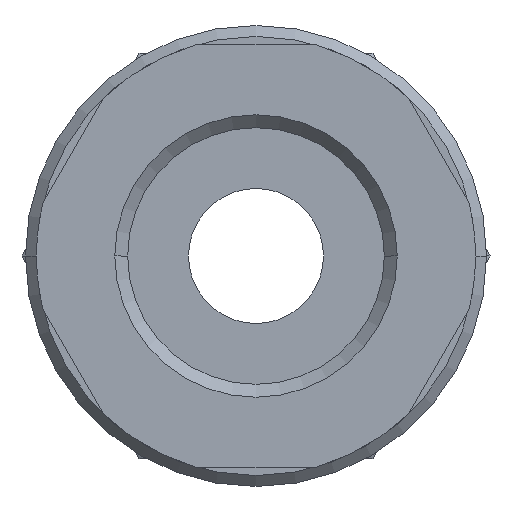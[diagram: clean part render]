
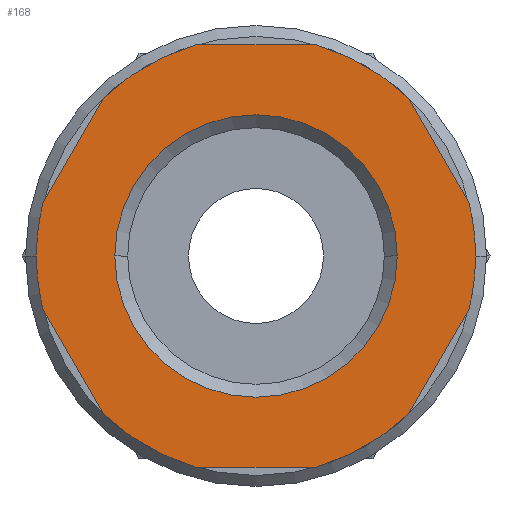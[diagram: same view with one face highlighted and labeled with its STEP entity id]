
A CAD part, front view. The second image highlights one B-rep face of the part: STEP entity #168.
In plain terms, the highlighted planar face has unit normal (0, -1, 0).
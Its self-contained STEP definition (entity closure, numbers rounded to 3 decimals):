
#168=ADVANCED_FACE('',(#384,#385),#386,.T.);
#384=FACE_BOUND('',#653,.T.);
#385=FACE_OUTER_BOUND('',#654,.T.);
#386=PLANE('',#655);
#653=EDGE_LOOP('',(#1062,#1063));
#654=EDGE_LOOP('',(#1064,#1065,#1066,#1067,#1068,#1069,#1070,#1071,#1072,#1073,#1074,#1075,#1076,#1077));
#655=AXIS2_PLACEMENT_3D('',#1078,#1079,#1080);
#1062=ORIENTED_EDGE('',*,*,#1656,.T.);
#1063=ORIENTED_EDGE('',*,*,#1657,.T.);
#1064=ORIENTED_EDGE('',*,*,#1571,.F.);
#1065=ORIENTED_EDGE('',*,*,#1658,.F.);
#1066=ORIENTED_EDGE('',*,*,#1659,.F.);
#1067=ORIENTED_EDGE('',*,*,#1597,.F.);
#1068=ORIENTED_EDGE('',*,*,#1660,.F.);
#1069=ORIENTED_EDGE('',*,*,#1661,.F.);
#1070=ORIENTED_EDGE('',*,*,#1662,.F.);
#1071=ORIENTED_EDGE('',*,*,#1663,.F.);
#1072=ORIENTED_EDGE('',*,*,#1664,.F.);
#1073=ORIENTED_EDGE('',*,*,#1665,.F.);
#1074=ORIENTED_EDGE('',*,*,#1635,.F.);
#1075=ORIENTED_EDGE('',*,*,#1608,.F.);
#1076=ORIENTED_EDGE('',*,*,#1581,.F.);
#1077=ORIENTED_EDGE('',*,*,#1666,.F.);
#1078=CARTESIAN_POINT('',(6.5,0.0,0.0));
#1079=DIRECTION('',(-0.0,-1.0,-0.0));
#1080=DIRECTION('',(-1.0,0.0,0.0));
#1571=EDGE_CURVE('',#1869,#1871,#1872,.T.);
#1581=EDGE_CURVE('',#1887,#1889,#1890,.T.);
#1597=EDGE_CURVE('',#1913,#1909,#1915,.T.);
#1608=EDGE_CURVE('',#1889,#1932,#1933,.T.);
#1635=EDGE_CURVE('',#1932,#1970,#1973,.T.);
#1656=EDGE_CURVE('',#1999,#2000,#2001,.T.);
#1657=EDGE_CURVE('',#2000,#1999,#2002,.T.);
#1658=EDGE_CURVE('',#2003,#1869,#2004,.T.);
#1659=EDGE_CURVE('',#1909,#2003,#2005,.T.);
#1660=EDGE_CURVE('',#2006,#1913,#2007,.T.);
#1661=EDGE_CURVE('',#2008,#2006,#2009,.T.);
#1662=EDGE_CURVE('',#2010,#2008,#2011,.T.);
#1663=EDGE_CURVE('',#2012,#2010,#2013,.T.);
#1664=EDGE_CURVE('',#2014,#2012,#2015,.T.);
#1665=EDGE_CURVE('',#1970,#2014,#2016,.T.);
#1666=EDGE_CURVE('',#1871,#1887,#2017,.T.);
#1869=VERTEX_POINT('',#2348);
#1871=VERTEX_POINT('',#2351);
#1872=LINE('',#2352,#2353);
#1887=VERTEX_POINT('',#2372);
#1889=VERTEX_POINT('',#2375);
#1890=CIRCLE('',#2376,13.0);
#1909=VERTEX_POINT('',#2420);
#1913=VERTEX_POINT('',#2425);
#1915=CIRCLE('',#2428,13.0);
#1932=VERTEX_POINT('',#2447);
#1933=LINE('',#2448,#2449);
#1970=VERTEX_POINT('',#2580);
#1973=CIRCLE('',#2584,13.0);
#1999=VERTEX_POINT('',#2646);
#2000=VERTEX_POINT('',#2647);
#2001=CIRCLE('',#2648,8.36);
#2002=CIRCLE('',#2649,8.36);
#2003=VERTEX_POINT('',#2650);
#2004=CIRCLE('',#2651,13.0);
#2005=LINE('',#2652,#2653);
#2006=VERTEX_POINT('',#2654);
#2007=LINE('',#2655,#2656);
#2008=VERTEX_POINT('',#2657);
#2009=CIRCLE('',#2658,13.0);
#2010=VERTEX_POINT('',#2659);
#2011=CIRCLE('',#2660,13.0);
#2012=VERTEX_POINT('',#2661);
#2013=LINE('',#2662,#2663);
#2014=VERTEX_POINT('',#2664);
#2015=CIRCLE('',#2665,13.0);
#2016=LINE('',#2666,#2667);
#2017=CIRCLE('',#2668,13.0);
#2348=CARTESIAN_POINT('',(-9.04,0.0,-9.342));
#2351=CARTESIAN_POINT('',(-12.611,0.0,-3.158));
#2352=CARTESIAN_POINT('',(-10.013,0.0,-7.657));
#2353=VECTOR('',#2937,1.0);
#2372=CARTESIAN_POINT('',(-13.0,0.0,0.));
#2375=CARTESIAN_POINT('',(-12.611,0.0,3.158));
#2376=AXIS2_PLACEMENT_3D('',#2949,#2950,#2951);
#2420=CARTESIAN_POINT('',(3.571,0.0,-12.5));
#2425=CARTESIAN_POINT('',(9.04,0.0,-9.342));
#2428=AXIS2_PLACEMENT_3D('',#2972,#2973,#2974);
#2447=CARTESIAN_POINT('',(-9.04,0.0,9.342));
#2448=CARTESIAN_POINT('',(-10.013,0.0,7.657));
#2449=VECTOR('',#2992,1.0);
#2580=CARTESIAN_POINT('',(-3.571,0.0,12.5));
#2584=AXIS2_PLACEMENT_3D('',#3015,#3016,#3017);
#2646=CARTESIAN_POINT('',(-8.36,0.0,0.));
#2647=CARTESIAN_POINT('',(8.36,0.0,0.));
#2648=AXIS2_PLACEMENT_3D('',#3042,#3043,#3044);
#2649=AXIS2_PLACEMENT_3D('',#3045,#3046,#3047);
#2650=CARTESIAN_POINT('',(-3.571,0.0,-12.5));
#2651=AXIS2_PLACEMENT_3D('',#3048,#3049,#3050);
#2652=CARTESIAN_POINT('',(3.25,0.0,-12.5));
#2653=VECTOR('',#3051,1.0);
#2654=CARTESIAN_POINT('',(12.611,0.0,-3.158));
#2655=CARTESIAN_POINT('',(11.638,0.0,-4.843));
#2656=VECTOR('',#3052,1.0);
#2657=CARTESIAN_POINT('',(13.0,0.0,0.));
#2658=AXIS2_PLACEMENT_3D('',#3053,#3054,#3055);
#2659=CARTESIAN_POINT('',(12.611,0.0,3.158));
#2660=AXIS2_PLACEMENT_3D('',#3056,#3057,#3058);
#2661=CARTESIAN_POINT('',(9.04,0.0,9.342));
#2662=CARTESIAN_POINT('',(11.638,0.0,4.843));
#2663=VECTOR('',#3059,1.0);
#2664=CARTESIAN_POINT('',(3.571,0.0,12.5));
#2665=AXIS2_PLACEMENT_3D('',#3060,#3061,#3062);
#2666=CARTESIAN_POINT('',(3.25,0.0,12.5));
#2667=VECTOR('',#3063,1.0);
#2668=AXIS2_PLACEMENT_3D('',#3064,#3065,#3066);
#2937=DIRECTION('',(-0.5,0.0,0.866));
#2949=CARTESIAN_POINT('',(0.0,0.0,0.0));
#2950=DIRECTION('',(-0.0,1.0,0.0));
#2951=DIRECTION('',(1.0,0.0,0.0));
#2972=CARTESIAN_POINT('',(0.0,0.0,0.0));
#2973=DIRECTION('',(-0.0,1.0,0.0));
#2974=DIRECTION('',(1.0,0.0,0.0));
#2992=DIRECTION('',(0.5,-0.0,0.866));
#3015=CARTESIAN_POINT('',(0.0,0.0,0.0));
#3016=DIRECTION('',(-0.0,1.0,0.0));
#3017=DIRECTION('',(1.0,0.0,0.0));
#3042=CARTESIAN_POINT('',(0.0,0.0,0.0));
#3043=DIRECTION('',(-0.0,1.0,0.0));
#3044=DIRECTION('',(1.0,0.0,0.0));
#3045=CARTESIAN_POINT('',(0.0,0.0,0.0));
#3046=DIRECTION('',(-0.0,1.0,0.0));
#3047=DIRECTION('',(1.0,0.0,0.0));
#3048=CARTESIAN_POINT('',(0.0,0.0,0.0));
#3049=DIRECTION('',(-0.0,1.0,0.0));
#3050=DIRECTION('',(1.0,0.0,0.0));
#3051=DIRECTION('',(-1.0,0.0,0.0));
#3052=DIRECTION('',(-0.5,0.0,-0.866));
#3053=CARTESIAN_POINT('',(0.0,0.0,0.0));
#3054=DIRECTION('',(-0.0,1.0,0.0));
#3055=DIRECTION('',(1.0,0.0,0.0));
#3056=CARTESIAN_POINT('',(0.0,0.0,0.0));
#3057=DIRECTION('',(-0.0,1.0,0.0));
#3058=DIRECTION('',(1.0,0.0,0.0));
#3059=DIRECTION('',(0.5,0.0,-0.866));
#3060=CARTESIAN_POINT('',(0.0,0.0,0.0));
#3061=DIRECTION('',(-0.0,1.0,0.0));
#3062=DIRECTION('',(1.0,0.0,0.0));
#3063=DIRECTION('',(1.0,-0.0,0.));
#3064=CARTESIAN_POINT('',(0.0,0.0,0.0));
#3065=DIRECTION('',(-0.0,1.0,0.0));
#3066=DIRECTION('',(1.0,0.0,0.0));
